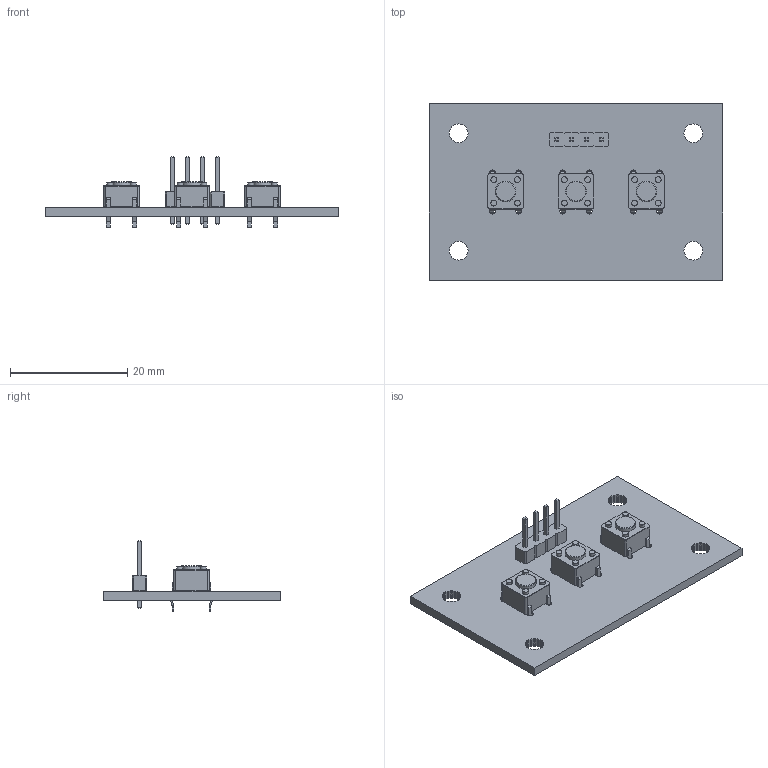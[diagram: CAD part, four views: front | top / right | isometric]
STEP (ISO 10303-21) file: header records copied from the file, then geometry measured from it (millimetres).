
FILE_DESCRIPTION(('KiCad electronic assembly'),'2;1');
FILE_NAME('botoes.step','2023-04-22T11:11:40',('Pcbnew'),('Kicad'), 'Open CASCADE STEP processor 7.6','KiCad to STEP converter','Unknown' );
FILE_SCHEMA(('AUTOMOTIVE_DESIGN { 1 0 10303 214 1 1 1 1 }'));
Length unit declared in the file: millimetre
Products named in the file (6): botoes 1; SW_PUSH_6mm; SOLID; PinHeader_1x04_P2.54mm_Vertical; _autosave-botoes PCB
Assembly tree (7 placements, depth 3):
  botoes 1
    SW_PUSH_6mm  x3
      SOLID
    PinHeader_1x04_P2.54mm_Vertical
      SOLID
    _autosave-botoes PCB
Bounding box: 50 x 30 x 12.04 mm (x, y, z)
Volume: 2803.6 mm3; surface area: 4122.6 mm2
Topology: 5 solids, 5 shells, 597 faces, 1609 edges, 1045 vertices
Faces by surface type: plane 455, cylinder 139, torus 3
Full cylindrical faces by diameter (mm): 1 x28, 3.5 x3
Entity records: 27598 total; most frequent: CARTESIAN_POINT 4673, DIRECTION 3999, LINE 2946, VECTOR 2946, ORIENTED_EDGE 2110, PCURVE 2110, DEFINITIONAL_REPRESENTATION 2110, EDGE_CURVE 1055
